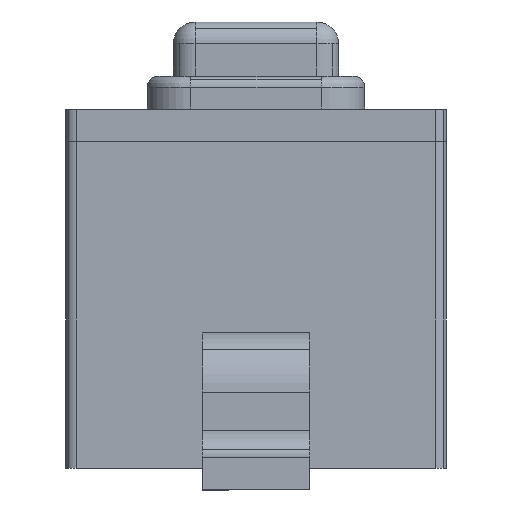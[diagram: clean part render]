
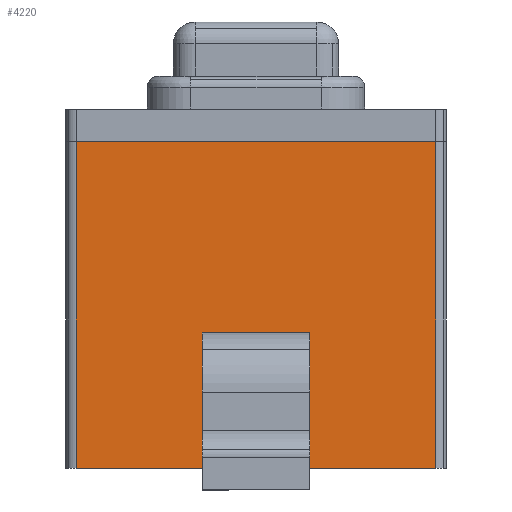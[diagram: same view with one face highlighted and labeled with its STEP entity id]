
A CAD part, left-side view. The second image highlights one B-rep face of the part: STEP entity #4220.
In plain terms, the highlighted planar face has unit normal (-1, 0, 0).
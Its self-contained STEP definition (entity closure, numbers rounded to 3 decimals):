
#4037=CARTESIAN_POINT('',(-3.0,1.65,0.2));
#4038=VERTEX_POINT('',#4037);
#4046=CARTESIAN_POINT('',(-3.0,1.65,3.2));
#4047=VERTEX_POINT('',#4046);
#4048=CARTESIAN_POINT('',(-3.0,1.65,0.2));
#4049=DIRECTION('',(0.0,0.0,1.0));
#4050=VECTOR('',#4049,3.0);
#4051=LINE('',#4048,#4050);
#4052=EDGE_CURVE('',#4038,#4047,#4051,.T.);
#4190=CARTESIAN_POINT('',(-3.0,-1.75,0.0));
#4191=DIRECTION('',(-1.0,0.0,0.0));
#4192=DIRECTION('',(0.0,0.0,1.0));
#4193=AXIS2_PLACEMENT_3D('',#4190,#4191,#4192);
#4194=PLANE('',#4193);
#4195=ORIENTED_EDGE('',*,*,#4052,.F.);
#4196=CARTESIAN_POINT('',(-3.0,-1.65,0.2));
#4197=VERTEX_POINT('',#4196);
#4198=CARTESIAN_POINT('',(-3.0,-1.65,0.2));
#4199=DIRECTION('',(0.0,1.0,0.0));
#4200=VECTOR('',#4199,3.3);
#4201=LINE('',#4198,#4200);
#4202=EDGE_CURVE('',#4197,#4038,#4201,.T.);
#4203=ORIENTED_EDGE('',*,*,#4202,.F.);
#4204=CARTESIAN_POINT('',(-3.0,-1.65,3.2));
#4205=VERTEX_POINT('',#4204);
#4206=CARTESIAN_POINT('',(-3.0,-1.65,3.2));
#4207=DIRECTION('',(0.0,0.0,-1.0));
#4208=VECTOR('',#4207,3.0);
#4209=LINE('',#4206,#4208);
#4210=EDGE_CURVE('',#4205,#4197,#4209,.T.);
#4211=ORIENTED_EDGE('',*,*,#4210,.F.);
#4212=CARTESIAN_POINT('',(-3.0,-1.65,3.2));
#4213=DIRECTION('',(0.0,1.0,0.0));
#4214=VECTOR('',#4213,3.3);
#4215=LINE('',#4212,#4214);
#4216=EDGE_CURVE('',#4205,#4047,#4215,.T.);
#4217=ORIENTED_EDGE('',*,*,#4216,.T.);
#4218=EDGE_LOOP('',(#4195,#4203,#4211,#4217));
#4219=FACE_OUTER_BOUND('',#4218,.T.);
#4220=ADVANCED_FACE('',(#4219),#4194,.T.);
